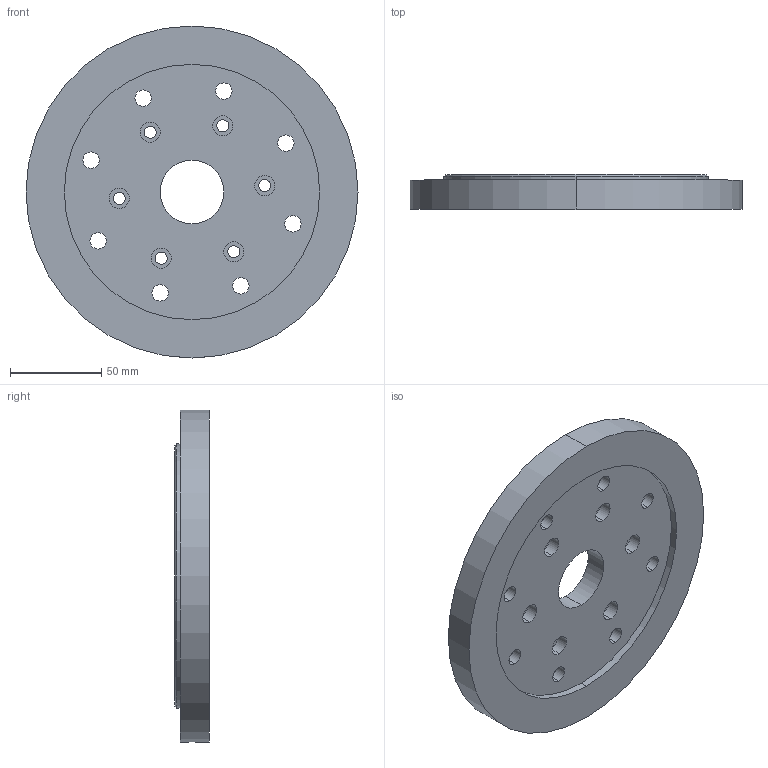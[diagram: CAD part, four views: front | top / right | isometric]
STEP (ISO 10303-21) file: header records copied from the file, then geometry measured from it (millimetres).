
FILE_DESCRIPTION (( 'STEP AP203' ), '1' );
FILE_NAME ('2303100.STEP', '2024-01-08T02:58:59', ( '' ), ( '' ), 'SwSTEP 2.0', 'SolidWorks 2022', '' );
FILE_SCHEMA (( 'CONFIG_CONTROL_DESIGN' ));
Length unit declared in the file: millimetre
Products named in the file (1): 2303100
Bounding box: 182 x 19 x 182 mm (x, y, z)
Volume: 349298.7 mm3; surface area: 70807.8 mm2
Topology: 1 solids, 1 shells, 115 faces, 275 edges, 171 vertices
Faces by surface type: cylinder 80, plane 19, cone 16
Entity records: 3486 total; most frequent: DIRECTION 649, CARTESIAN_POINT 602, ORIENTED_EDGE 522, AXIS2_PLACEMENT_3D 276, EDGE_CURVE 261, VERTEX_POINT 171, EDGE_LOOP 168, CIRCLE 160
